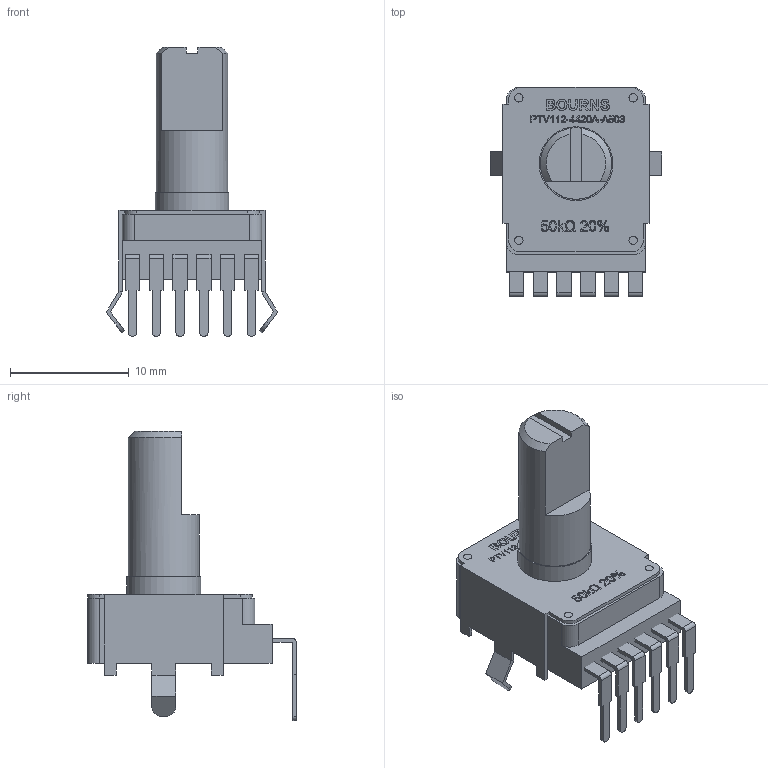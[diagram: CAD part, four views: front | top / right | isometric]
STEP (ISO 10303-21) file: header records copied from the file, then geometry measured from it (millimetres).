
FILE_DESCRIPTION(/* description */ (''),/* implementation_level */ '2;1');
FILE_NAME(/* name */ 'Bourns PTV112-4420A-A503.stp',/* time_stamp */ '2019-02-26T17:22:59-04:00',/* author */ ('Ricardo'),/* organization */ (''),/* preprocessor_version */ 'ST-DEVELOPER v16.5',/* originating_system */ 'Autodesk Inventor 2017',/* authorisation */ '');
FILE_SCHEMA (('AUTOMOTIVE_DESIGN { 1 0 10303 214 3 1 1 }'));
Length unit declared in the file: millimetre
Products named in the file (7): Rotary Potentiometers; pins; shell; pins_2; plastic; shaft; part number
Assembly tree (6 placements, depth 2):
  Rotary Potentiometers
    pins
    shell
    pins_2
    plastic
    shaft
    part number
Bounding box: 14.4 x 17.55 x 24.3 mm (x, y, z)
Volume: 1415.4 mm3; surface area: 1874.7 mm2
Topology: 13 solids, 13 shells, 607 faces, 1585 edges, 1056 vertices
Faces by surface type: plane 378, bspline 189, cylinder 38, cone 2
Full cylindrical faces by diameter (mm): 0.7 x8, 6 x1, 6.2 x1
Entity records: 19538 total; most frequent: CARTESIAN_POINT 5638, ORIENTED_EDGE 3148, DIRECTION 2147, EDGE_CURVE 1574, LINE 1111, VECTOR 1111, VERTEX_POINT 1055, EDGE_LOOP 677
